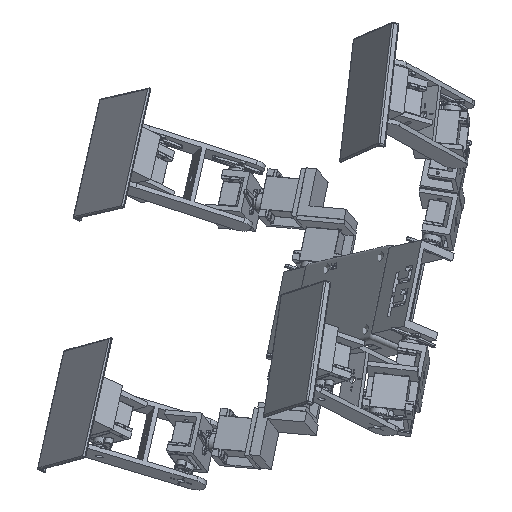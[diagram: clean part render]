
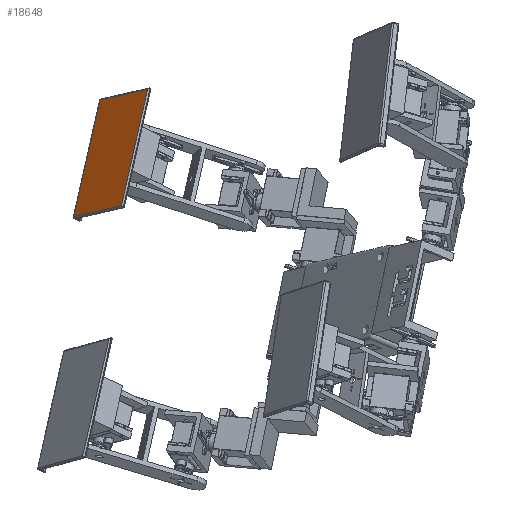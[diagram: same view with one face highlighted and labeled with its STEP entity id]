
A CAD part, left-side view. The second image highlights one B-rep face of the part: STEP entity #18648.
In plain terms, the highlighted face is planar.
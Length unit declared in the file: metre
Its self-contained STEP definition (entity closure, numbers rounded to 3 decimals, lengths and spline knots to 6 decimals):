
#3690=ORIENTED_EDGE('',*,*,#7757,.T.);
#3691=ORIENTED_EDGE('',*,*,#7758,.T.);
#3692=ORIENTED_EDGE('',*,*,#7759,.T.);
#3693=ORIENTED_EDGE('',*,*,#7760,.T.);
#7757=EDGE_CURVE('',#10008,#10009,#11499,.F.);
#7758=EDGE_CURVE('',#10009,#10010,#11500,.F.);
#7759=EDGE_CURVE('',#10010,#10011,#11501,.T.);
#7760=EDGE_CURVE('',#10011,#10008,#11502,.T.);
#10008=VERTEX_POINT('',#31465);
#10009=VERTEX_POINT('',#31466);
#10010=VERTEX_POINT('',#31468);
#10011=VERTEX_POINT('',#31470);
#11499=LINE('',#31464,#13319);
#11500=LINE('',#31467,#13320);
#11501=LINE('',#31469,#13321);
#11502=LINE('',#31471,#13322);
#13319=VECTOR('',#25032,1.);
#13320=VECTOR('',#25033,1.);
#13321=VECTOR('',#25034,1.);
#13322=VECTOR('',#25035,1.);
#15221=EDGE_LOOP('',(#3690,#3691,#3692,#3693));
#16561=FACE_BOUND('',#15221,.T.);
#17504=PLANE('',#22193);
#18648=ADVANCED_FACE('',(#16561),#17504,.F.);
#22193=AXIS2_PLACEMENT_3D('',#31463,#25030,#25031);
#25030=DIRECTION('',(0.,-1.,0.));
#25031=DIRECTION('',(1.,0.,0.));
#25032=DIRECTION('',(0.,0.,-1.));
#25033=DIRECTION('',(-1.,0.,0.));
#25034=DIRECTION('',(0.,0.,-1.));
#25035=DIRECTION('',(-1.,0.,0.));
#31463=CARTESIAN_POINT('',(0.004906,0.,-0.000788));
#31464=CARTESIAN_POINT('',(-0.035094,0.,0.024212));
#31465=CARTESIAN_POINT('',(-0.035094,0.,-0.024788));
#31466=CARTESIAN_POINT('',(-0.035094,0.,0.023212));
#31467=CARTESIAN_POINT('',(0.004906,0.,0.023212));
#31468=CARTESIAN_POINT('',(0.044906,0.,0.023212));
#31469=CARTESIAN_POINT('',(0.044906,0.,-0.025788));
#31470=CARTESIAN_POINT('',(0.044906,0.,-0.024788));
#31471=CARTESIAN_POINT('',(-0.036094,0.,-0.024788));
